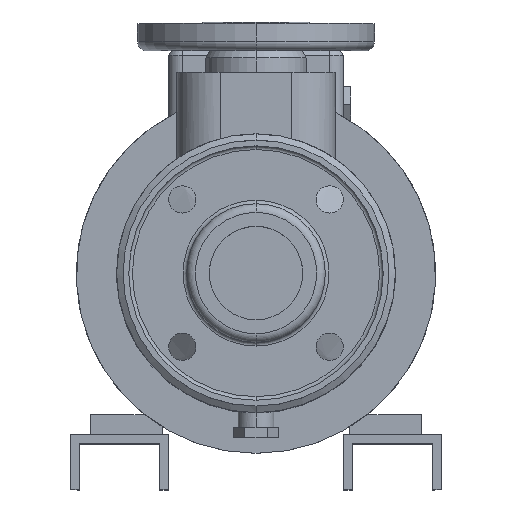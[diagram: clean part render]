
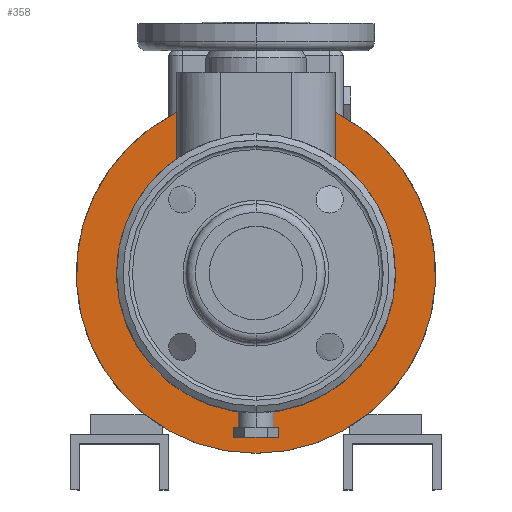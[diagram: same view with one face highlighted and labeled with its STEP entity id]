
A CAD part, top view. The second image highlights one B-rep face of the part: STEP entity #358.
In plain terms, the highlighted planar face has unit normal (0, 0, 1).
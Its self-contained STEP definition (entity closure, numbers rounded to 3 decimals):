
#171 = CIRCLE ( 'NONE', #3289, 97. ) ;
#199 = DIRECTION ( 'NONE',  ( 0., 1., 0. ) ) ;
#239 = CARTESIAN_POINT ( 'NONE',  ( -55., -125.002, -43. ) ) ;
#358 = ADVANCED_FACE ( 'NONE', ( #12869 ), #3337, .F. ) ;
#460 = DIRECTION ( 'NONE',  ( 0., -1., 0. ) ) ;
#719 = VERTEX_POINT ( 'NONE', #2519 ) ;
#1240 = DIRECTION ( 'NONE',  ( 0., 0., -1. ) ) ;
#1492 = ORIENTED_EDGE ( 'NONE', *, *, #10178, .T. ) ;
#2081 = CARTESIAN_POINT ( 'NONE',  ( 0., 0., -43. ) ) ;
#2383 = CIRCLE ( 'NONE', #10644, 97. ) ;
#2519 = CARTESIAN_POINT ( 'NONE',  ( 0., -125., -43. ) ) ;
#2756 = CARTESIAN_POINT ( 'NONE',  ( -55., 112.25, -43. ) ) ;
#2818 = AXIS2_PLACEMENT_3D ( 'NONE', #2081, #8206, #12458 ) ;
#3289 = AXIS2_PLACEMENT_3D ( 'NONE', #10904, #12084, #460 ) ;
#3337 = PLANE ( 'NONE',  #9098 ) ;
#3449 = EDGE_CURVE ( 'NONE', #5189, #719, #6948, .T. ) ;
#4391 = DIRECTION ( 'NONE',  ( 0., 1., 0. ) ) ;
#4488 = DIRECTION ( 'NONE',  ( 0., 1., 0. ) ) ;
#4680 = VERTEX_POINT ( 'NONE', #6875 ) ;
#4822 = CIRCLE ( 'NONE', #2818, 125. ) ;
#5189 = VERTEX_POINT ( 'NONE', #2756 ) ;
#5349 = VERTEX_POINT ( 'NONE', #9702 ) ;
#5675 = VERTEX_POINT ( 'NONE', #5865 ) ;
#5701 = EDGE_CURVE ( 'NONE', #6530, #4680, #13086, .T. ) ;
#5865 = CARTESIAN_POINT ( 'NONE',  ( 0., -97., -43. ) ) ;
#6157 = DIRECTION ( 'NONE',  ( 0., 0., 1. ) ) ;
#6296 = CARTESIAN_POINT ( 'NONE',  ( 55., 79.9, -43. ) ) ;
#6530 = VERTEX_POINT ( 'NONE', #6296 ) ;
#6579 = EDGE_CURVE ( 'NONE', #5349, #5189, #13752, .T. ) ;
#6748 = ORIENTED_EDGE ( 'NONE', *, *, #5701, .F. ) ;
#6875 = CARTESIAN_POINT ( 'NONE',  ( 55., 112.25, -43. ) ) ;
#6887 = ORIENTED_EDGE ( 'NONE', *, *, #3449, .T. ) ;
#6948 = CIRCLE ( 'NONE', #12960, 125. ) ;
#7243 = VECTOR ( 'NONE', #4488, 1000. ) ;
#7669 = ORIENTED_EDGE ( 'NONE', *, *, #6579, .T. ) ;
#7892 = ORIENTED_EDGE ( 'NONE', *, *, #12450, .F. ) ;
#8206 = DIRECTION ( 'NONE',  ( 0., 0., 1. ) ) ;
#8826 = CARTESIAN_POINT ( 'NONE',  ( 55., -125.002, -43. ) ) ;
#9098 = AXIS2_PLACEMENT_3D ( 'NONE', #11819, #1240, #199 ) ;
#9447 = DIRECTION ( 'NONE',  ( 0., -1., 0. ) ) ;
#9702 = CARTESIAN_POINT ( 'NONE',  ( -55., 79.9, -43. ) ) ;
#10178 = EDGE_CURVE ( 'NONE', #719, #4680, #4822, .T. ) ;
#10206 = EDGE_LOOP ( 'NONE', ( #6748, #7892, #12898, #7669, #6887, #1492 ) ) ;
#10466 = CARTESIAN_POINT ( 'NONE',  ( 0., 0., -43. ) ) ;
#10644 = AXIS2_PLACEMENT_3D ( 'NONE', #11744, #13766, #9447 ) ;
#10904 = CARTESIAN_POINT ( 'NONE',  ( 0., 0., -43. ) ) ;
#11413 = VECTOR ( 'NONE', #4391, 1000. ) ;
#11586 = DIRECTION ( 'NONE',  ( 0., -1., 0. ) ) ;
#11744 = CARTESIAN_POINT ( 'NONE',  ( 0., 0., -43. ) ) ;
#11819 = CARTESIAN_POINT ( 'NONE',  ( 0., 97., -43. ) ) ;
#12084 = DIRECTION ( 'NONE',  ( 0., 0., 1. ) ) ;
#12450 = EDGE_CURVE ( 'NONE', #5675, #6530, #2383, .T. ) ;
#12458 = DIRECTION ( 'NONE',  ( 0., -1., 0. ) ) ;
#12535 = EDGE_CURVE ( 'NONE', #5349, #5675, #171, .T. ) ;
#12869 = FACE_OUTER_BOUND ( 'NONE', #10206, .T. ) ;
#12898 = ORIENTED_EDGE ( 'NONE', *, *, #12535, .F. ) ;
#12960 = AXIS2_PLACEMENT_3D ( 'NONE', #10466, #6157, #11586 ) ;
#13086 = LINE ( 'NONE', #8826, #11413 ) ;
#13752 = LINE ( 'NONE', #239, #7243 ) ;
#13766 = DIRECTION ( 'NONE',  ( 0., 0., 1. ) ) ;
